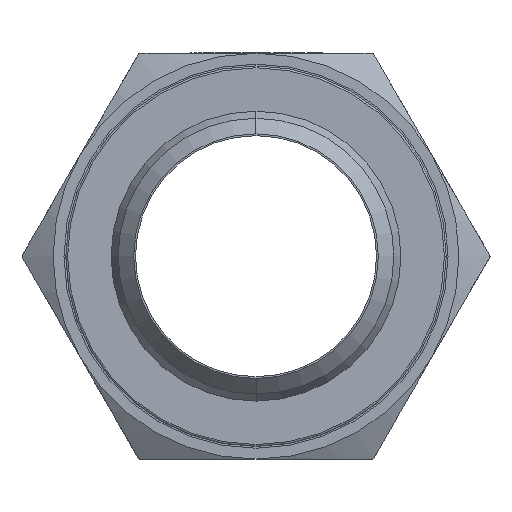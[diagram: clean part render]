
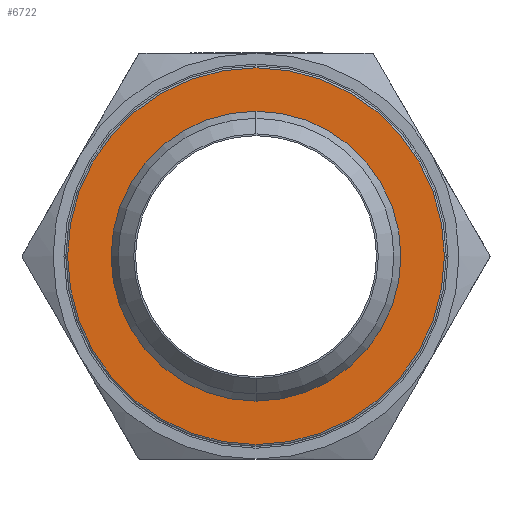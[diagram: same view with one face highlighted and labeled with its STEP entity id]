
A CAD part, left-side view. The second image highlights one B-rep face of the part: STEP entity #6722.
In plain terms, the highlighted planar face has unit normal (-1, 0, 0).
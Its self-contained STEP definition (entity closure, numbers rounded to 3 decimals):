
#473 = ORIENTED_EDGE ( 'NONE', *, *, #2218, .F. ) ;
#728 = AXIS2_PLACEMENT_3D ( 'NONE', #3297, #13212, #12087 ) ;
#1063 = DIRECTION ( 'NONE',  ( 1., 0., 0. ) ) ;
#1208 = VERTEX_POINT ( 'NONE', #13132 ) ;
#1809 = ORIENTED_EDGE ( 'NONE', *, *, #2809, .F. ) ;
#2218 = EDGE_CURVE ( 'NONE', #5237, #1208, #11933, .T. ) ;
#2305 = AXIS2_PLACEMENT_3D ( 'NONE', #5402, #11001, #4398 ) ;
#2637 = VERTEX_POINT ( 'NONE', #6348 ) ;
#2794 = EDGE_CURVE ( 'NONE', #1208, #5237, #7442, .T. ) ;
#2809 = EDGE_CURVE ( 'NONE', #3715, #2637, #3640, .T. ) ;
#2863 = DIRECTION ( 'NONE',  ( 0., 0., -1. ) ) ;
#3297 = CARTESIAN_POINT ( 'NONE',  ( -14.2, 0., 0. ) ) ;
#3640 = CIRCLE ( 'NONE', #7123, 52. ) ;
#3715 = VERTEX_POINT ( 'NONE', #14013 ) ;
#3803 = ORIENTED_EDGE ( 'NONE', *, *, #5509, .F. ) ;
#3998 = DIRECTION ( 'NONE',  ( 1., 0., 0. ) ) ;
#4398 = DIRECTION ( 'NONE',  ( 0., 0., 1. ) ) ;
#4845 = DIRECTION ( 'NONE',  ( 1., 0., 0. ) ) ;
#4980 = CARTESIAN_POINT ( 'NONE',  ( -14.2, 0., 0. ) ) ;
#5214 = ORIENTED_EDGE ( 'NONE', *, *, #2794, .F. ) ;
#5237 = VERTEX_POINT ( 'NONE', #6250 ) ;
#5386 = FACE_BOUND ( 'NONE', #13224, .T. ) ;
#5387 = DIRECTION ( 'NONE',  ( 0., 0., -1. ) ) ;
#5402 = CARTESIAN_POINT ( 'NONE',  ( -14.2, 0., 0. ) ) ;
#5509 = EDGE_CURVE ( 'NONE', #2637, #3715, #10621, .T. ) ;
#6250 = CARTESIAN_POINT ( 'NONE',  ( -14.2, 0., 40. ) ) ;
#6348 = CARTESIAN_POINT ( 'NONE',  ( -14.2, -52., 0. ) ) ;
#6722 = ADVANCED_FACE ( 'NONE', ( #5386, #7817 ), #13534, .F. ) ;
#6959 = CARTESIAN_POINT ( 'NONE',  ( -14.2, 0., 52.5 ) ) ;
#7068 = AXIS2_PLACEMENT_3D ( 'NONE', #6959, #4845, #9328 ) ;
#7123 = AXIS2_PLACEMENT_3D ( 'NONE', #12042, #1063, #5387 ) ;
#7442 = CIRCLE ( 'NONE', #728, 40. ) ;
#7817 = FACE_OUTER_BOUND ( 'NONE', #8007, .T. ) ;
#8007 = EDGE_LOOP ( 'NONE', ( #3803, #1809 ) ) ;
#9328 = DIRECTION ( 'NONE',  ( 0., 1., 0. ) ) ;
#10621 = CIRCLE ( 'NONE', #12488, 52. ) ;
#11001 = DIRECTION ( 'NONE',  ( -1., 0., 0. ) ) ;
#11933 = CIRCLE ( 'NONE', #2305, 40. ) ;
#12042 = CARTESIAN_POINT ( 'NONE',  ( -14.2, 0., 0. ) ) ;
#12087 = DIRECTION ( 'NONE',  ( 0., 0., 1. ) ) ;
#12488 = AXIS2_PLACEMENT_3D ( 'NONE', #4980, #3998, #2863 ) ;
#13132 = CARTESIAN_POINT ( 'NONE',  ( -14.2, 0., -40. ) ) ;
#13212 = DIRECTION ( 'NONE',  ( -1., 0., 0. ) ) ;
#13224 = EDGE_LOOP ( 'NONE', ( #473, #5214 ) ) ;
#13534 = PLANE ( 'NONE',  #7068 ) ;
#14013 = CARTESIAN_POINT ( 'NONE',  ( -14.2, 52., 0. ) ) ;
